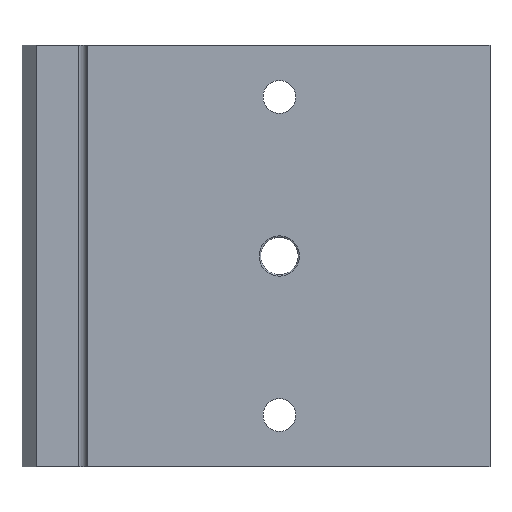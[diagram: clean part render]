
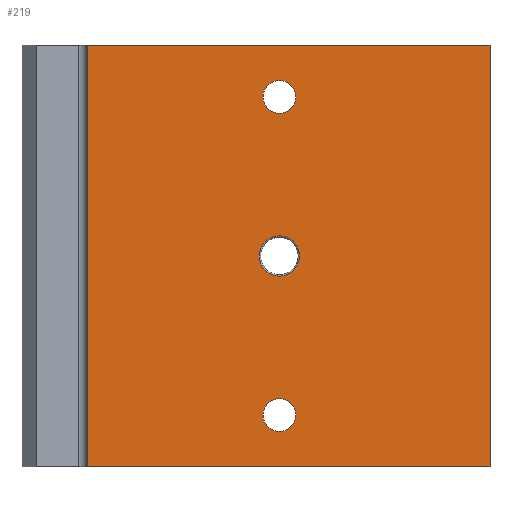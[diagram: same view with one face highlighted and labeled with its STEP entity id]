
A CAD part, left-side view. The second image highlights one B-rep face of the part: STEP entity #219.
In plain terms, the highlighted planar face has unit normal (-1, 0, 0).
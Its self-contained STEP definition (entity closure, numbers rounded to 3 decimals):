
#123=CARTESIAN_POINT('',(-18.419,10.12,24.65));
#124=VERTEX_POINT('',#123);
#125=CARTESIAN_POINT('',(-18.419,10.12,22.5));
#126=DIRECTION('',(-1.0,0.0,0.0));
#127=DIRECTION('',(0.0,0.0,-1.0));
#128=AXIS2_PLACEMENT_3D('',#125,#126,#127);
#129=CIRCLE('',#128,2.15);
#130=EDGE_CURVE('',#124,#124,#129,.T.);
#155=CARTESIAN_POINT('',(-18.419,-4.38,0.0));
#156=DIRECTION('',(-1.0,0.0,0.0));
#157=DIRECTION('',(0.0,0.0,1.0));
#158=AXIS2_PLACEMENT_3D('',#155,#156,#157);
#159=PLANE('',#158);
#160=CARTESIAN_POINT('',(-18.419,-12.38,45.0));
#161=VERTEX_POINT('',#160);
#162=CARTESIAN_POINT('',(-18.419,30.62,45.0));
#163=VERTEX_POINT('',#162);
#164=CARTESIAN_POINT('',(-18.419,-12.38,45.0));
#165=DIRECTION('',(0.0,1.0,0.0));
#166=VECTOR('',#165,43.);
#167=LINE('',#164,#166);
#168=EDGE_CURVE('',#161,#163,#167,.T.);
#169=ORIENTED_EDGE('',*,*,#168,.T.);
#170=CARTESIAN_POINT('',(-18.419,30.62,0.0));
#171=VERTEX_POINT('',#170);
#172=CARTESIAN_POINT('',(-18.419,30.62,0.0));
#173=DIRECTION('',(0.0,0.0,1.0));
#174=VECTOR('',#173,45.0);
#175=LINE('',#172,#174);
#176=EDGE_CURVE('',#171,#163,#175,.T.);
#177=ORIENTED_EDGE('',*,*,#176,.F.);
#178=CARTESIAN_POINT('',(-18.419,-12.38,0.0));
#179=VERTEX_POINT('',#178);
#180=CARTESIAN_POINT('',(-18.419,30.62,0.0));
#181=DIRECTION('',(0.0,-1.0,0.0));
#182=VECTOR('',#181,43.);
#183=LINE('',#180,#182);
#184=EDGE_CURVE('',#171,#179,#183,.T.);
#185=ORIENTED_EDGE('',*,*,#184,.T.);
#186=CARTESIAN_POINT('',(-18.419,-12.38,0.0));
#187=DIRECTION('',(0.0,0.0,1.0));
#188=VECTOR('',#187,45.0);
#189=LINE('',#186,#188);
#190=EDGE_CURVE('',#179,#161,#189,.T.);
#191=ORIENTED_EDGE('',*,*,#190,.T.);
#192=EDGE_LOOP('',(#169,#177,#185,#191));
#193=FACE_OUTER_BOUND('',#192,.T.);
#194=CARTESIAN_POINT('',(-18.419,10.12,7.25));
#195=VERTEX_POINT('',#194);
#196=CARTESIAN_POINT('',(-18.419,10.12,5.5));
#197=DIRECTION('',(1.0,0.0,0.0));
#198=DIRECTION('',(0.0,0.0,-1.0));
#199=AXIS2_PLACEMENT_3D('',#196,#197,#198);
#200=CIRCLE('',#199,1.75);
#201=EDGE_CURVE('',#195,#195,#200,.T.);
#202=ORIENTED_EDGE('',*,*,#201,.T.);
#203=EDGE_LOOP('',(#202));
#204=FACE_BOUND('',#203,.T.);
#205=CARTESIAN_POINT('',(-18.419,10.12,41.25));
#206=VERTEX_POINT('',#205);
#207=CARTESIAN_POINT('',(-18.419,10.12,39.5));
#208=DIRECTION('',(1.0,0.0,0.0));
#209=DIRECTION('',(0.0,0.0,-1.0));
#210=AXIS2_PLACEMENT_3D('',#207,#208,#209);
#211=CIRCLE('',#210,1.75);
#212=EDGE_CURVE('',#206,#206,#211,.T.);
#213=ORIENTED_EDGE('',*,*,#212,.T.);
#214=EDGE_LOOP('',(#213));
#215=FACE_BOUND('',#214,.T.);
#216=ORIENTED_EDGE('',*,*,#130,.F.);
#217=EDGE_LOOP('',(#216));
#218=FACE_BOUND('',#217,.T.);
#219=ADVANCED_FACE('',(#193,#204,#215,#218),#159,.T.);
